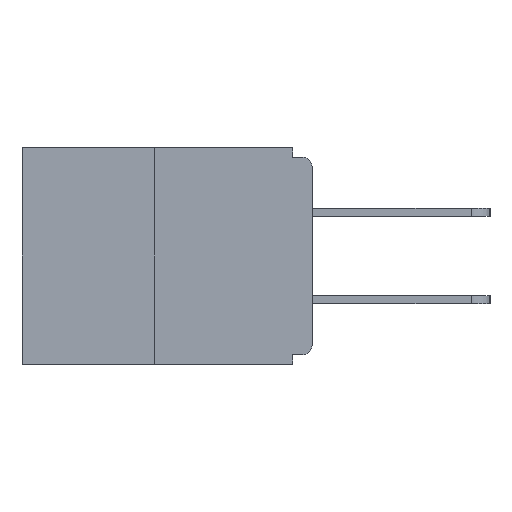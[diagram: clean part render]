
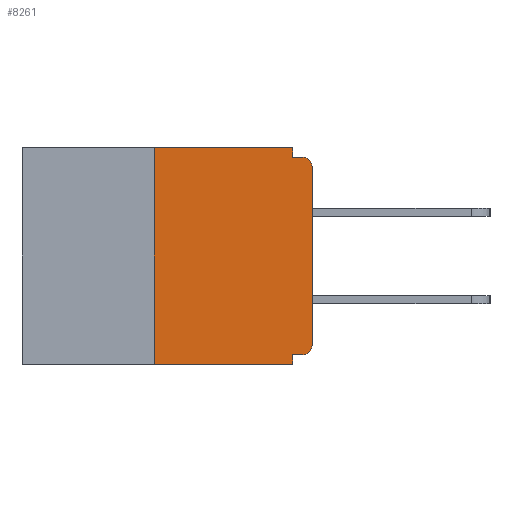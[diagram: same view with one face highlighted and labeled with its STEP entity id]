
A CAD part, left-side view. The second image highlights one B-rep face of the part: STEP entity #8261.
In plain terms, the highlighted planar face has unit normal (-1, 0, 0).
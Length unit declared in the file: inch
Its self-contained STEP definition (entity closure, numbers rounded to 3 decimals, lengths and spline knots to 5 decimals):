
#29 = CIRCLE ( 'NONE', #9976, 0.015 ) ;
#367 = EDGE_CURVE ( 'NONE', #2975, #21508, #13692, .T. ) ;
#642 = CARTESIAN_POINT ( 'NONE',  ( 0., 0.031, -0.015 ) ) ;
#951 = ORIENTED_EDGE ( 'NONE', *, *, #11332, .F. ) ;
#2025 = CARTESIAN_POINT ( 'NONE',  ( 0., 0.25, 0. ) ) ;
#2873 = DIRECTION ( 'NONE',  ( 0., -1., 0. ) ) ;
#2975 = VERTEX_POINT ( 'NONE', #9198 ) ;
#3079 = ORIENTED_EDGE ( 'NONE', *, *, #5845, .F. ) ;
#3134 = DIRECTION ( 'NONE',  ( 0., 0., -1. ) ) ;
#3673 = DIRECTION ( 'NONE',  ( 0., 1., 0. ) ) ;
#3861 = DIRECTION ( 'NONE',  ( 0., 0., 1. ) ) ;
#3956 = CARTESIAN_POINT ( 'NONE',  ( 0., 0., -0.328 ) ) ;
#4411 = LINE ( 'NONE', #2025, #23617 ) ;
#4706 = VECTOR ( 'NONE', #20560, 39.37008 ) ;
#4890 = CARTESIAN_POINT ( 'NONE',  ( 0., 0.015, -0.015 ) ) ;
#5475 = LINE ( 'NONE', #16102, #6477 ) ;
#5481 = CARTESIAN_POINT ( 'NONE',  ( 0., 0., -0.03 ) ) ;
#5739 = LINE ( 'NONE', #23884, #9502 ) ;
#5845 = EDGE_CURVE ( 'NONE', #28346, #17171, #4411, .T. ) ;
#5908 = VERTEX_POINT ( 'NONE', #642 ) ;
#6208 = VECTOR ( 'NONE', #13965, 39.37008 ) ;
#6477 = VECTOR ( 'NONE', #2873, 39.37008 ) ;
#6589 = EDGE_CURVE ( 'NONE', #24686, #5908, #23931, .T. ) ;
#6629 = ORIENTED_EDGE ( 'NONE', *, *, #26298, .T. ) ;
#6683 = VERTEX_POINT ( 'NONE', #20761 ) ;
#6859 = CARTESIAN_POINT ( 'NONE',  ( 0., 0.031, -0.343 ) ) ;
#6929 = LINE ( 'NONE', #3956, #15528 ) ;
#7416 = CARTESIAN_POINT ( 'NONE',  ( 0., 0.031, -0.328 ) ) ;
#8044 = ORIENTED_EDGE ( 'NONE', *, *, #20784, .T. ) ;
#8261 = ADVANCED_FACE ( 'NONE', ( #16246 ), #16452, .F. ) ;
#8503 = CARTESIAN_POINT ( 'NONE',  ( 0., 0.031, 0. ) ) ;
#8630 = DIRECTION ( 'NONE',  ( 0., -1., 0. ) ) ;
#9193 = VERTEX_POINT ( 'NONE', #4890 ) ;
#9198 = CARTESIAN_POINT ( 'NONE',  ( 0., 0., -0.313 ) ) ;
#9443 = EDGE_LOOP ( 'NONE', ( #951, #3079, #6629, #27797, #22063, #8044, #24929, #26659, #13363, #19446 ) ) ;
#9502 = VECTOR ( 'NONE', #8630, 39.37008 ) ;
#9628 = DIRECTION ( 'NONE',  ( 1., 0., 0. ) ) ;
#9976 = AXIS2_PLACEMENT_3D ( 'NONE', #27109, #20571, #22567 ) ;
#10032 = VECTOR ( 'NONE', #13545, 39.37008 ) ;
#10437 = CARTESIAN_POINT ( 'NONE',  ( 0., 0., 0. ) ) ;
#11052 = AXIS2_PLACEMENT_3D ( 'NONE', #18469, #9628, #3134 ) ;
#11332 = EDGE_CURVE ( 'NONE', #17171, #24686, #5475, .T. ) ;
#11712 = LINE ( 'NONE', #24918, #6208 ) ;
#12754 = DIRECTION ( 'NONE',  ( 0., 0., 1. ) ) ;
#13363 = ORIENTED_EDGE ( 'NONE', *, *, #14671, .F. ) ;
#13386 = DIRECTION ( 'NONE',  ( 0., 0., -1. ) ) ;
#13545 = DIRECTION ( 'NONE',  ( 0., 0., -1. ) ) ;
#13692 = LINE ( 'NONE', #10437, #22611 ) ;
#13965 = DIRECTION ( 'NONE',  ( 0., -1., 0. ) ) ;
#14169 = EDGE_CURVE ( 'NONE', #17123, #6683, #25156, .T. ) ;
#14406 = EDGE_CURVE ( 'NONE', #19685, #17123, #6929, .T. ) ;
#14671 = EDGE_CURVE ( 'NONE', #5908, #9193, #11712, .T. ) ;
#15528 = VECTOR ( 'NONE', #3673, 39.37008 ) ;
#16102 = CARTESIAN_POINT ( 'NONE',  ( 0., 0.46, 0. ) ) ;
#16246 = FACE_OUTER_BOUND ( 'NONE', #9443, .T. ) ;
#16452 = PLANE ( 'NONE',  #11052 ) ;
#17123 = VERTEX_POINT ( 'NONE', #7416 ) ;
#17171 = VERTEX_POINT ( 'NONE', #23235 ) ;
#17372 = CARTESIAN_POINT ( 'NONE',  ( 0., 0.015, -0.328 ) ) ;
#18014 = AXIS2_PLACEMENT_3D ( 'NONE', #19942, #22131, #13386 ) ;
#18469 = CARTESIAN_POINT ( 'NONE',  ( 0., 0.46, 0. ) ) ;
#19148 = CARTESIAN_POINT ( 'NONE',  ( 0., 0.25, -0.343 ) ) ;
#19446 = ORIENTED_EDGE ( 'NONE', *, *, #6589, .F. ) ;
#19685 = VERTEX_POINT ( 'NONE', #17372 ) ;
#19942 = CARTESIAN_POINT ( 'NONE',  ( 0., 0.015, -0.03 ) ) ;
#20560 = DIRECTION ( 'NONE',  ( 0., 0., -1. ) ) ;
#20571 = DIRECTION ( 'NONE',  ( -1., 0., 0. ) ) ;
#20761 = CARTESIAN_POINT ( 'NONE',  ( 0., 0.031, -0.343 ) ) ;
#20784 = EDGE_CURVE ( 'NONE', #19685, #2975, #29, .T. ) ;
#21508 = VERTEX_POINT ( 'NONE', #5481 ) ;
#22063 = ORIENTED_EDGE ( 'NONE', *, *, #14406, .F. ) ;
#22131 = DIRECTION ( 'NONE',  ( -1., 0., 0. ) ) ;
#22567 = DIRECTION ( 'NONE',  ( 0., 0., -1. ) ) ;
#22611 = VECTOR ( 'NONE', #3861, 39.37008 ) ;
#23235 = CARTESIAN_POINT ( 'NONE',  ( 0., 0.25, 0. ) ) ;
#23617 = VECTOR ( 'NONE', #12754, 39.37008 ) ;
#23884 = CARTESIAN_POINT ( 'NONE',  ( 0., 0.46, -0.343 ) ) ;
#23931 = LINE ( 'NONE', #24973, #4706 ) ;
#24686 = VERTEX_POINT ( 'NONE', #8503 ) ;
#24918 = CARTESIAN_POINT ( 'NONE',  ( 0., 0., -0.015 ) ) ;
#24929 = ORIENTED_EDGE ( 'NONE', *, *, #367, .T. ) ;
#24973 = CARTESIAN_POINT ( 'NONE',  ( 0., 0.031, 0. ) ) ;
#25156 = LINE ( 'NONE', #6859, #10032 ) ;
#26298 = EDGE_CURVE ( 'NONE', #28346, #6683, #5739, .T. ) ;
#26302 = CIRCLE ( 'NONE', #18014, 0.015 ) ;
#26659 = ORIENTED_EDGE ( 'NONE', *, *, #27891, .T. ) ;
#27109 = CARTESIAN_POINT ( 'NONE',  ( 0., 0.015, -0.313 ) ) ;
#27797 = ORIENTED_EDGE ( 'NONE', *, *, #14169, .F. ) ;
#27891 = EDGE_CURVE ( 'NONE', #21508, #9193, #26302, .T. ) ;
#28346 = VERTEX_POINT ( 'NONE', #19148 ) ;
